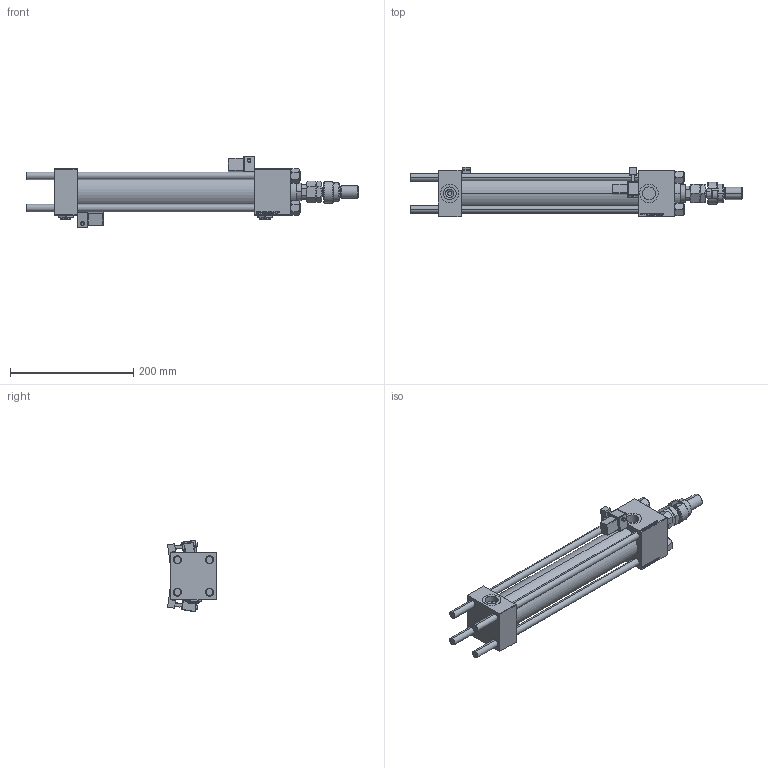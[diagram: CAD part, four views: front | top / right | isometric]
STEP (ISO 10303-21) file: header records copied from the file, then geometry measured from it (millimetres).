
FILE_DESCRIPTION (( 'STEP AP203' ), '1' );
FILE_NAME ('faaf.STEP', '2023-08-23T10:45:34', ( '' ), ( '' ), 'SwSTEP 2.0', 'SolidWorks 2019', '' );
FILE_SCHEMA (( 'CONFIG_CONTROL_DESIGN' ));
Length unit declared in the file: millimetre
Products named in the file (11): V215CR_VCP 887a37f81ab06200544daad465b44d52; MFA 887a37f81ab06200544daad465b44d52; Zatka_pro_OIL_PORT 887a37f81ab06200544daad465b44d52; CR025_012_A_0_G_A_G_M_020_+#_##_TYCINKA 887a37f81ab06200544daad465b44d52; DFA 887a37f81ab06200544daad465b44d52; V215CR_BODY_A 887a37f81ab06200544daad465b44d52; NUT_M5 887a37f81ab06200544daad465b44d52; V215_VC_A 887a37f81ab06200544daad465b44d52; V215CR_MSU 887a37f81ab06200544daad465b44d52; FEMALE_PART_FOR_DFA 887a37f81ab06200544daad465b44d52; faaf
Assembly tree (18 placements, depth 3):
  faaf
    V215CR_BODY_A 887a37f81ab06200544daad465b44d52
    CR025_012_A_0_G_A_G_M_020_+#_##_TYCINKA 887a37f81ab06200544daad465b44d52  x4
    NUT_M5 887a37f81ab06200544daad465b44d52  x4
    V215CR_VCP 887a37f81ab06200544daad465b44d52
    V215_VC_A 887a37f81ab06200544daad465b44d52
    V215CR_MSU 887a37f81ab06200544daad465b44d52  x2
    DFA 887a37f81ab06200544daad465b44d52
      FEMALE_PART_FOR_DFA 887a37f81ab06200544daad465b44d52
      MFA 887a37f81ab06200544daad465b44d52
    Zatka_pro_OIL_PORT 887a37f81ab06200544daad465b44d52  x2
Bounding box: 539 x 79.69 x 115.74 mm (x, y, z)
Volume: 1147710.8 mm3; surface area: 328884.5 mm2
Topology: 17 solids, 17 shells, 1472 faces, 3616 edges, 2283 vertices
Faces by surface type: plane 653, bspline 392, cone 218, cylinder 161, torus 24, sphere 24
Entity records: 56820 total; most frequent: CARTESIAN_POINT 28668, ORIENTED_EDGE 6150, DIRECTION 4253, EDGE_CURVE 3075, VERTEX_POINT 1985, VECTOR 1785, LINE 1785, EDGE_LOOP 1376
